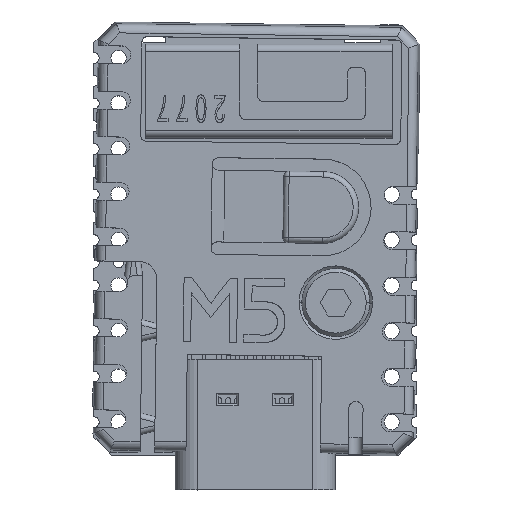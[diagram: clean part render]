
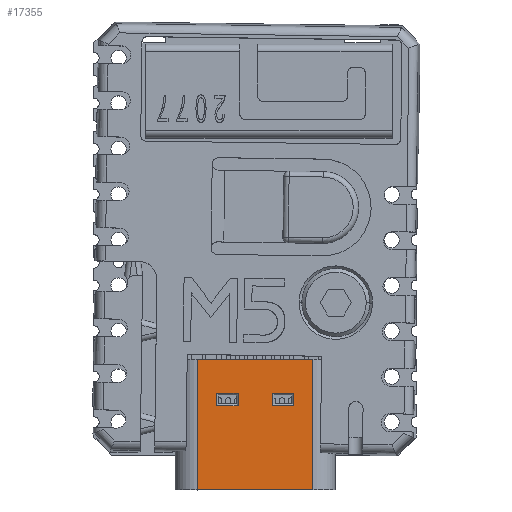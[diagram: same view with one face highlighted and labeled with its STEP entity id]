
A CAD part, top view. The second image highlights one B-rep face of the part: STEP entity #17355.
In plain terms, the highlighted face is planar.
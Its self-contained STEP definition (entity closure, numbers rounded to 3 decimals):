
#14650=DIRECTION('',(0.,-1.,0.));
#14651=VECTOR('',#14650,7.3);
#14652=CARTESIAN_POINT('',(-3.22,7.3,-1.605));
#14653=LINE('',#14652,#14651);
#15255=DIRECTION('',(0.,1.,0.));
#15256=VECTOR('',#15255,7.3);
#15257=CARTESIAN_POINT('',(3.22,0.,-1.605));
#15258=LINE('',#15257,#15256);
#15262=DIRECTION('',(-1.,0.,0.));
#15263=VECTOR('',#15262,6.44);
#15264=CARTESIAN_POINT('',(3.22,0.,-1.605));
#15265=LINE('',#15264,#15263);
#15269=DIRECTION('',(1.,0.,0.));
#15270=VECTOR('',#15269,6.44);
#15271=CARTESIAN_POINT('',(-3.22,7.3,-1.605));
#15272=LINE('',#15271,#15270);
#15276=DIRECTION('',(0.,1.,0.));
#15277=VECTOR('',#15276,0.7);
#15278=CARTESIAN_POINT('',(2.15,1.9,-1.605));
#15279=LINE('',#15278,#15277);
#15283=DIRECTION('',(1.,0.,0.));
#15284=VECTOR('',#15283,1.2);
#15285=CARTESIAN_POINT('',(0.95,1.9,-1.605));
#15286=LINE('',#15285,#15284);
#15290=DIRECTION('',(0.,-1.,0.));
#15291=VECTOR('',#15290,0.7);
#15292=CARTESIAN_POINT('',(0.95,2.6,-1.605));
#15293=LINE('',#15292,#15291);
#15297=DIRECTION('',(-1.,0.,0.));
#15298=VECTOR('',#15297,1.2);
#15299=CARTESIAN_POINT('',(2.15,2.6,-1.605));
#15300=LINE('',#15299,#15298);
#15304=DIRECTION('',(0.,1.,0.));
#15305=VECTOR('',#15304,0.7);
#15306=CARTESIAN_POINT('',(-0.95,1.9,-1.605));
#15307=LINE('',#15306,#15305);
#15311=DIRECTION('',(1.,0.,0.));
#15312=VECTOR('',#15311,1.2);
#15313=CARTESIAN_POINT('',(-2.15,1.9,-1.605));
#15314=LINE('',#15313,#15312);
#15318=DIRECTION('',(0.,-1.,0.));
#15319=VECTOR('',#15318,0.7);
#15320=CARTESIAN_POINT('',(-2.15,2.6,-1.605));
#15321=LINE('',#15320,#15319);
#15325=DIRECTION('',(-1.,0.,0.));
#15326=VECTOR('',#15325,1.2);
#15327=CARTESIAN_POINT('',(-0.95,2.6,-1.605));
#15328=LINE('',#15327,#15326);
#16021=CARTESIAN_POINT('',(-3.22,7.3,-1.605));
#16022=CARTESIAN_POINT('',(-3.22,0.,-1.605));
#16023=VERTEX_POINT('',#16021);
#16024=VERTEX_POINT('',#16022);
#16025=CARTESIAN_POINT('',(3.22,7.3,-1.605));
#16026=VERTEX_POINT('',#16025);
#16027=CARTESIAN_POINT('',(3.22,0.,-1.605));
#16028=VERTEX_POINT('',#16027);
#16029=CARTESIAN_POINT('',(2.15,1.9,-1.605));
#16030=CARTESIAN_POINT('',(2.15,2.6,-1.605));
#16031=VERTEX_POINT('',#16029);
#16032=VERTEX_POINT('',#16030);
#16033=CARTESIAN_POINT('',(0.95,2.6,-1.605));
#16034=VERTEX_POINT('',#16033);
#16035=CARTESIAN_POINT('',(0.95,1.9,-1.605));
#16036=VERTEX_POINT('',#16035);
#16037=CARTESIAN_POINT('',(-0.95,1.9,-1.605));
#16038=CARTESIAN_POINT('',(-0.95,2.6,-1.605));
#16039=VERTEX_POINT('',#16037);
#16040=VERTEX_POINT('',#16038);
#16041=CARTESIAN_POINT('',(-2.15,2.6,-1.605));
#16042=VERTEX_POINT('',#16041);
#16043=CARTESIAN_POINT('',(-2.15,1.9,-1.605));
#16044=VERTEX_POINT('',#16043);
#17324=CARTESIAN_POINT('',(-4.47,7.3,-1.605));
#17325=DIRECTION('',(0.,0.,1.));
#17326=DIRECTION('',(1.,0.,0.));
#17327=AXIS2_PLACEMENT_3D('',#17324,#17325,#17326);
#17328=PLANE('',#17327);
#17329=ORIENTED_EDGE('',*,*,#16905,.T.);
#17330=ORIENTED_EDGE('',*,*,#16929,.F.);
#17331=ORIENTED_EDGE('',*,*,#17319,.T.);
#17332=ORIENTED_EDGE('',*,*,#16868,.F.);
#17333=EDGE_LOOP('',(#17329,#17330,#17331,#17332));
#17334=FACE_OUTER_BOUND('',#17333,.F.);
#17336=ORIENTED_EDGE('',*,*,#17335,.F.);
#17338=ORIENTED_EDGE('',*,*,#17337,.F.);
#17340=ORIENTED_EDGE('',*,*,#17339,.F.);
#17342=ORIENTED_EDGE('',*,*,#17341,.F.);
#17343=EDGE_LOOP('',(#17336,#17338,#17340,#17342));
#17344=FACE_BOUND('',#17343,.F.);
#17346=ORIENTED_EDGE('',*,*,#17345,.F.);
#17348=ORIENTED_EDGE('',*,*,#17347,.F.);
#17350=ORIENTED_EDGE('',*,*,#17349,.F.);
#17352=ORIENTED_EDGE('',*,*,#17351,.F.);
#17353=EDGE_LOOP('',(#17346,#17348,#17350,#17352));
#17354=FACE_BOUND('',#17353,.F.);
#16868=EDGE_CURVE('',#16023,#16026,#15272,.T.);
#16905=EDGE_CURVE('',#16023,#16024,#14653,.T.);
#16929=EDGE_CURVE('',#16028,#16024,#15265,.T.);
#17319=EDGE_CURVE('',#16028,#16026,#15258,.T.);
#17335=EDGE_CURVE('',#16031,#16032,#15279,.T.);
#17337=EDGE_CURVE('',#16036,#16031,#15286,.T.);
#17339=EDGE_CURVE('',#16034,#16036,#15293,.T.);
#17341=EDGE_CURVE('',#16032,#16034,#15300,.T.);
#17345=EDGE_CURVE('',#16039,#16040,#15307,.T.);
#17347=EDGE_CURVE('',#16044,#16039,#15314,.T.);
#17349=EDGE_CURVE('',#16042,#16044,#15321,.T.);
#17351=EDGE_CURVE('',#16040,#16042,#15328,.T.);
#17355=ADVANCED_FACE('',(#17334,#17344,#17354),#17328,.F.);
